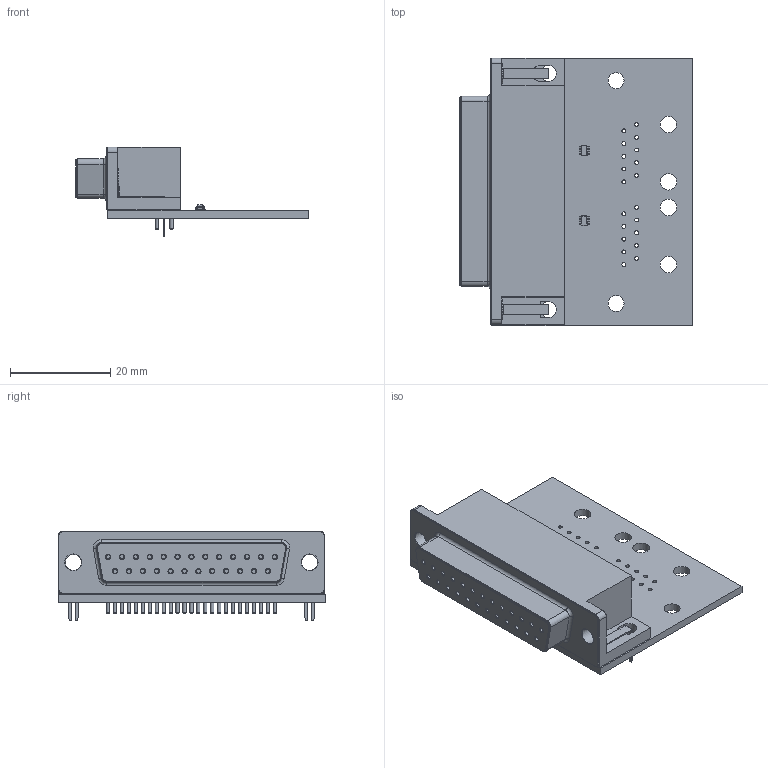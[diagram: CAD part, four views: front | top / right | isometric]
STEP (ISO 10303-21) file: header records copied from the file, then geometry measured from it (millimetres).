
FILE_DESCRIPTION(('KiCad electronic assembly'),'2;1');
FILE_NAME('bed_espbox_interface.step','2023-01-02T11:05:55',('Pcbnew'),( 'Kicad'),'Open CASCADE STEP processor 7.6','KiCad to STEP converter' ,'Unknown');
FILE_SCHEMA(('AUTOMOTIVE_DESIGN { 1 0 10303 214 1 1 1 1 }'));
Length unit declared in the file: millimetre
Products named in the file (6): bed_espbox_interface 1; DSUB-25_Female_Horizontal_P2.77x2.84mm_EdgePinOffset9.90mm_Housed_
MountingHolesOffset11.32mm; SOLID; SOT-363_SC-70-6; bed_espbox_interface PCB
Assembly tree (6 placements, depth 3):
  bed_espbox_interface 1
    DSUB-25_Female_Horizontal_P2.77x2.84mm_EdgePinOffset9.90mm_Housed_
MountingHolesOffset11.32mm
      SOLID
    SOT-363_SC-70-6  x2
      SOLID
    bed_espbox_interface PCB
Bounding box: 46.45 x 53.34 x 17.9 mm (x, y, z)
Volume: 13357.9 mm3; surface area: 9654 mm2
Topology: 4 solids, 4 shells, 554 faces, 1341 edges, 822 vertices
Faces by surface type: plane 236, cylinder 186, bspline 60, torus 35, cone 33, revolution 4
Full cylindrical faces by diameter (mm): 0.64 x25, 0.762 x20, 0.853 x25, 1 x25, 3.2 x6, 3.302 x4, 4 x2
Entity records: 30773 total; most frequent: CARTESIAN_POINT 6420, DIRECTION 4122, LINE 2319, VECTOR 2319, ORIENTED_EDGE 2106, PCURVE 2106, DEFINITIONAL_REPRESENTATION 2106, EDGE_CURVE 1053
